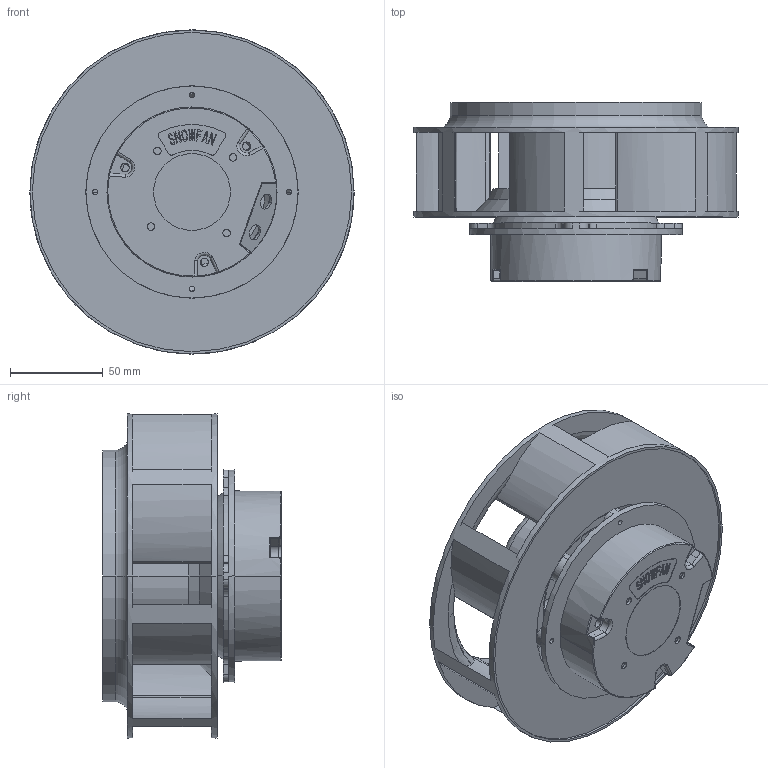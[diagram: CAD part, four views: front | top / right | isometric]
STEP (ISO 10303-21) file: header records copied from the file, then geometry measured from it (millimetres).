
FILE_DESCRIPTION((''),'2;1');
FILE_NAME('YE175_ASM','2022-02-14T',('Administrator'),(''),'PRO/ENGINEER BY PARAMETRIC TECHNOLOGY CORPORATION, 2009440','PRO/ENGINEER BY PARAMETRIC TECHNOLOGY CORPORATION, 2009440','');
FILE_SCHEMA(('CONFIG_CONTROL_DESIGN'));
Length unit declared in the file: millimetre
Products named in the file (10): PRT0022; PRT0031; ASM0009_ASM_ASM_ASM; ASM0008_ASM_ASM_ASM; CASE_1; PRT0033; ASM0007_ASM_ASM_ASM; 72DIZUO; EC175_ASM_ASM; YE175_ASM
Assembly tree (11 placements, depth 6):
  YE175_ASM
    EC175_ASM_ASM
      ASM0007_ASM_ASM_ASM
        ASM0008_ASM_ASM_ASM
          ASM0009_ASM_ASM_ASM
            PRT0022
            PRT0031  x3
        CASE_1
        PRT0033
      72DIZUO
Bounding box: 175 x 96.5 x 175 mm (x, y, z)
Volume: 220750.5 mm3; surface area: 199360.6 mm2
Topology: 7 solids, 7 shells, 708 faces, 1967 edges, 1313 vertices
Faces by surface type: plane 348, cylinder 264, torus 50, cone 33, bspline 11, sphere 2
Entity records: 23712 total; most frequent: CARTESIAN_POINT 5223, DIRECTION 3931, ORIENTED_EDGE 3834, EDGE_CURVE 1917, AXIS2_PLACEMENT_3D 1438, VERTEX_POINT 1281, VECTOR 1055, LINE 1055
